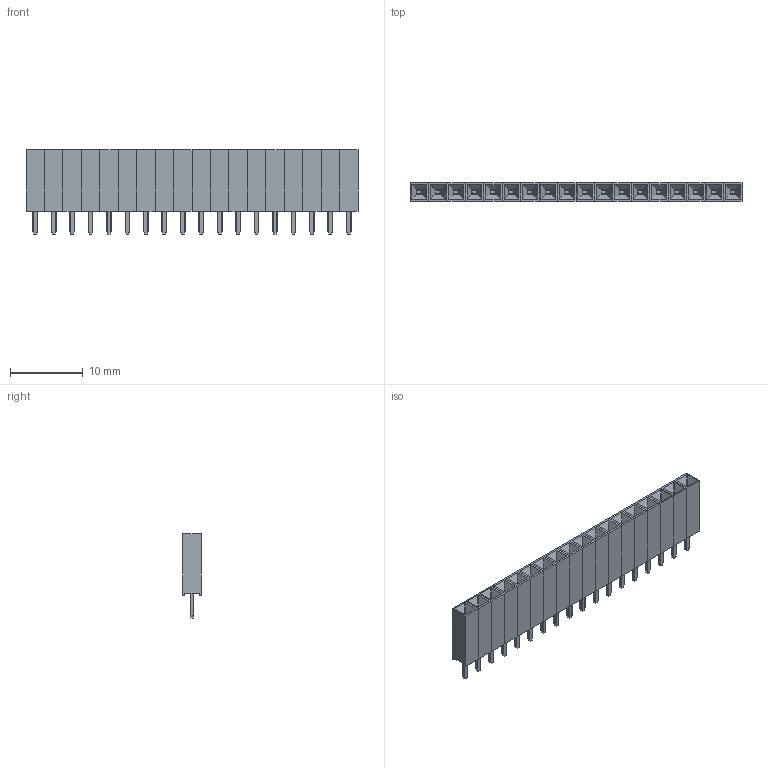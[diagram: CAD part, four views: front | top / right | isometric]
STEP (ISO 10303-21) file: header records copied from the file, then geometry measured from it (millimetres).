
FILE_DESCRIPTION(/* description */ (''),/* implementation_level */ '2;1');
FILE_NAME(/* name */ 'Female Pin Header 01x18.stp',/* time_stamp */ '2019-11-24T13:00:24+01:00',/* author */ ('Bernd das Brot'),/* organization */ (''),/* preprocessor_version */ 'ST-DEVELOPER v18',/* originating_system */ 'Autodesk Inventor 2020',/* authorisation */ '');
FILE_SCHEMA (('AUTOMOTIVE_DESIGN { 1 0 10303 214 3 1 1 }'));
Length unit declared in the file: millimetre
Products named in the file (2): Female Pin Header 01x18; Female Pin Header 1x
Assembly tree (18 placements, depth 2):
  Female Pin Header 01x18
    Female Pin Header 1x  x18
Bounding box: 45.72 x 2.54 x 11.7 mm (x, y, z)
Volume: 509.8 mm3; surface area: 3370.4 mm2
Topology: 18 solids, 18 shells, 2700 faces, 6228 edges, 3528 vertices
Faces by surface type: cylinder 1206, plane 810, sphere 360, torus 252, bspline 72
Entity records: 4629 total; most frequent: CARTESIAN_POINT 828, DIRECTION 822, ORIENTED_EDGE 684, EDGE_CURVE 342, AXIS2_PLACEMENT_3D 318, VERTEX_POINT 196, LINE 186, VECTOR 186
